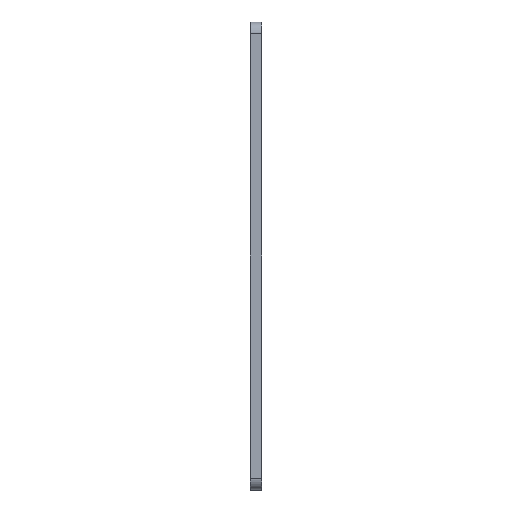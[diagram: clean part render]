
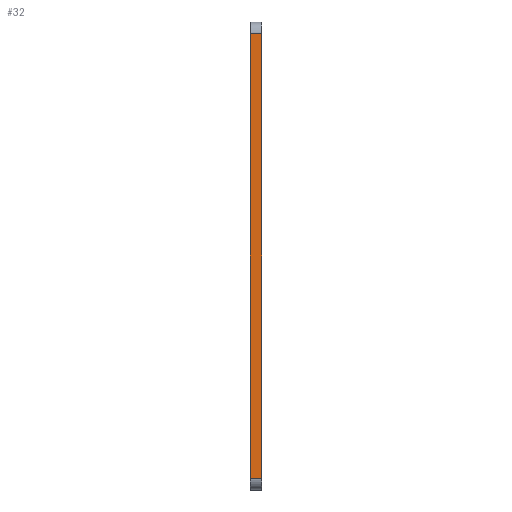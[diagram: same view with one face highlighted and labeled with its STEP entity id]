
A CAD part, left-side view. The second image highlights one B-rep face of the part: STEP entity #32.
In plain terms, the highlighted planar face has unit normal (-1, 0, 0).
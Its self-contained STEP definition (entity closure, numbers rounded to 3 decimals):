
#15 = VERTEX_POINT ( 'NONE', #311 ) ;
#32 = ADVANCED_FACE ( 'NONE', ( #909 ), #688, .F. ) ;
#39 = CARTESIAN_POINT ( 'NONE',  ( -60., 0., -60. ) ) ;
#85 = CARTESIAN_POINT ( 'NONE',  ( -60., 3., 57. ) ) ;
#124 = VECTOR ( 'NONE', #1558, 1000. ) ;
#145 = VERTEX_POINT ( 'NONE', #937 ) ;
#169 = DIRECTION ( 'NONE',  ( 1., 0., 0. ) ) ;
#177 = VECTOR ( 'NONE', #620, 1000. ) ;
#264 = ORIENTED_EDGE ( 'NONE', *, *, #1316, .F. ) ;
#311 = CARTESIAN_POINT ( 'NONE',  ( -60., 0., -57. ) ) ;
#422 = CARTESIAN_POINT ( 'NONE',  ( -60., 3., -60. ) ) ;
#537 = ORIENTED_EDGE ( 'NONE', *, *, #1098, .T. ) ;
#620 = DIRECTION ( 'NONE',  ( 0., 1., 0. ) ) ;
#688 = PLANE ( 'NONE',  #726 ) ;
#726 = AXIS2_PLACEMENT_3D ( 'NONE', #422, #169, #1272 ) ;
#740 = EDGE_LOOP ( 'NONE', ( #537, #876, #264, #1339 ) ) ;
#873 = LINE ( 'NONE', #1113, #1065 ) ;
#876 = ORIENTED_EDGE ( 'NONE', *, *, #1504, .T. ) ;
#880 = LINE ( 'NONE', #39, #1388 ) ;
#909 = FACE_OUTER_BOUND ( 'NONE', #740, .T. ) ;
#936 = CARTESIAN_POINT ( 'NONE',  ( -60., 0., 57. ) ) ;
#937 = CARTESIAN_POINT ( 'NONE',  ( -60., 3., -57. ) ) ;
#1065 = VECTOR ( 'NONE', #1231, 1000. ) ;
#1080 = CARTESIAN_POINT ( 'NONE',  ( -60., 3., -60. ) ) ;
#1098 = EDGE_CURVE ( 'NONE', #15, #1315, #880, .T. ) ;
#1113 = CARTESIAN_POINT ( 'NONE',  ( -60., 3., -57. ) ) ;
#1181 = LINE ( 'NONE', #1080, #124 ) ;
#1231 = DIRECTION ( 'NONE',  ( 0., -1., 0. ) ) ;
#1272 = DIRECTION ( 'NONE',  ( 0., 0., -1. ) ) ;
#1315 = VERTEX_POINT ( 'NONE', #936 ) ;
#1316 = EDGE_CURVE ( 'NONE', #145, #1323, #1181, .T. ) ;
#1323 = VERTEX_POINT ( 'NONE', #85 ) ;
#1339 = ORIENTED_EDGE ( 'NONE', *, *, #1490, .T. ) ;
#1388 = VECTOR ( 'NONE', #1525, 1000. ) ;
#1467 = CARTESIAN_POINT ( 'NONE',  ( -60., 3., 57. ) ) ;
#1474 = LINE ( 'NONE', #1467, #177 ) ;
#1490 = EDGE_CURVE ( 'NONE', #145, #15, #873, .T. ) ;
#1504 = EDGE_CURVE ( 'NONE', #1315, #1323, #1474, .T. ) ;
#1525 = DIRECTION ( 'NONE',  ( 0., 0., 1. ) ) ;
#1558 = DIRECTION ( 'NONE',  ( 0., 0., 1. ) ) ;
